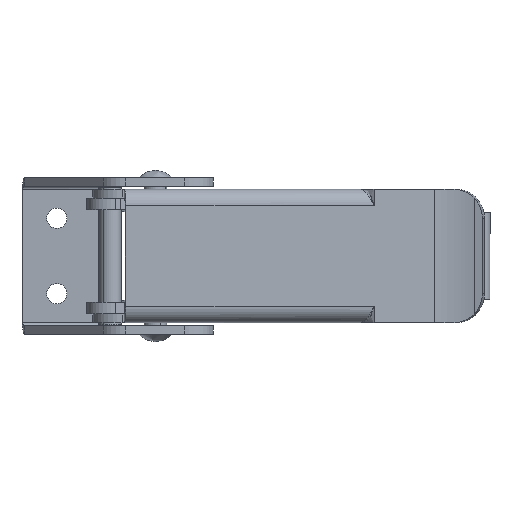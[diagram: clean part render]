
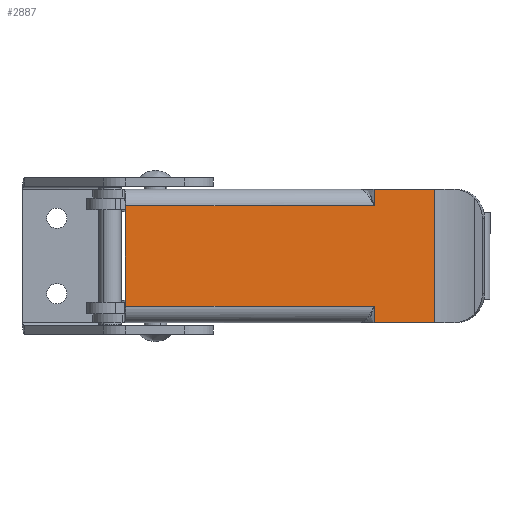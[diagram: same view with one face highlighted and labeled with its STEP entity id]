
A CAD part, front view. The second image highlights one B-rep face of the part: STEP entity #2887.
In plain terms, the highlighted face is planar.
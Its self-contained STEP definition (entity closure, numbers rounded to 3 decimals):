
#153 = ORIENTED_EDGE ( 'NONE', *, *, #658, .F. ) ;
#441 = CARTESIAN_POINT ( 'NONE',  ( -12., -1.5, 8.7 ) ) ;
#520 = VERTEX_POINT ( 'NONE', #5437 ) ;
#558 = CARTESIAN_POINT ( 'NONE',  ( 0., -1.5, 0. ) ) ;
#658 = EDGE_CURVE ( 'NONE', #4846, #5942, #6000, .T. ) ;
#667 = ORIENTED_EDGE ( 'NONE', *, *, #5436, .T. ) ;
#842 = EDGE_CURVE ( 'NONE', #4210, #6739, #4157, .T. ) ;
#864 = CARTESIAN_POINT ( 'NONE',  ( -12., -1.5, 11.5 ) ) ;
#970 = CARTESIAN_POINT ( 'NONE',  ( -12., -1.5, -11.5 ) ) ;
#1080 = DIRECTION ( 'NONE',  ( 0., 0., 1. ) ) ;
#1306 = DIRECTION ( 'NONE',  ( 1., 0., 0. ) ) ;
#1439 = VECTOR ( 'NONE', #5641, 1000. ) ;
#1488 = DIRECTION ( 'NONE',  ( -1., 0., 0. ) ) ;
#1507 = ORIENTED_EDGE ( 'NONE', *, *, #842, .T. ) ;
#1658 = CARTESIAN_POINT ( 'NONE',  ( -12., -1.5, -8.7 ) ) ;
#1848 = LINE ( 'NONE', #4482, #4478 ) ;
#1870 = VERTEX_POINT ( 'NONE', #3922 ) ;
#1874 = DIRECTION ( 'NONE',  ( 0., 0., -1. ) ) ;
#2522 = CARTESIAN_POINT ( 'NONE',  ( 31., -1.5, 8.7 ) ) ;
#2887 = ADVANCED_FACE ( 'NONE', ( #3165 ), #3131, .F. ) ;
#2915 = CARTESIAN_POINT ( 'NONE',  ( -22.423, -1.5, 0. ) ) ;
#3057 = ORIENTED_EDGE ( 'NONE', *, *, #5526, .T. ) ;
#3081 = DIRECTION ( 'NONE',  ( 1., 0., 0. ) ) ;
#3131 = PLANE ( 'NONE',  #5245 ) ;
#3165 = FACE_OUTER_BOUND ( 'NONE', #4578, .T. ) ;
#3201 = CARTESIAN_POINT ( 'NONE',  ( -12., -1.5, 11.5 ) ) ;
#3277 = VERTEX_POINT ( 'NONE', #1658 ) ;
#3561 = EDGE_CURVE ( 'NONE', #520, #4210, #3836, .T. ) ;
#3577 = CARTESIAN_POINT ( 'NONE',  ( -12., -1.5, -8.6 ) ) ;
#3836 = LINE ( 'NONE', #2522, #4026 ) ;
#3853 = EDGE_CURVE ( 'NONE', #520, #4670, #1848, .T. ) ;
#3922 = CARTESIAN_POINT ( 'NONE',  ( -22.423, -1.5, 11.5 ) ) ;
#3973 = VECTOR ( 'NONE', #4515, 1000. ) ;
#4026 = VECTOR ( 'NONE', #1488, 1000. ) ;
#4108 = LINE ( 'NONE', #2915, #1439 ) ;
#4157 = LINE ( 'NONE', #3201, #4793 ) ;
#4170 = LINE ( 'NONE', #5863, #4653 ) ;
#4210 = VERTEX_POINT ( 'NONE', #441 ) ;
#4430 = DIRECTION ( 'NONE',  ( -1., 0., 0. ) ) ;
#4478 = VECTOR ( 'NONE', #1874, 1000. ) ;
#4482 = CARTESIAN_POINT ( 'NONE',  ( 31., -1.5, 11.5 ) ) ;
#4515 = DIRECTION ( 'NONE',  ( 0., 0., 1. ) ) ;
#4578 = EDGE_LOOP ( 'NONE', ( #6410, #6810, #153, #667, #3057, #6748, #6535, #1507 ) ) ;
#4582 = LINE ( 'NONE', #3577, #3973 ) ;
#4653 = VECTOR ( 'NONE', #3081, 1000. ) ;
#4670 = VERTEX_POINT ( 'NONE', #6658 ) ;
#4793 = VECTOR ( 'NONE', #5824, 1000. ) ;
#4846 = VERTEX_POINT ( 'NONE', #970 ) ;
#4916 = CARTESIAN_POINT ( 'NONE',  ( 31., -1.5, 11.5 ) ) ;
#5228 = EDGE_CURVE ( 'NONE', #1870, #5942, #4108, .T. ) ;
#5245 = AXIS2_PLACEMENT_3D ( 'NONE', #558, #6844, #1080 ) ;
#5319 = CARTESIAN_POINT ( 'NONE',  ( -22.423, -1.5, -11.5 ) ) ;
#5436 = EDGE_CURVE ( 'NONE', #4846, #3277, #4582, .T. ) ;
#5437 = CARTESIAN_POINT ( 'NONE',  ( 31., -1.5, 8.7 ) ) ;
#5526 = EDGE_CURVE ( 'NONE', #3277, #4670, #4170, .T. ) ;
#5542 = VECTOR ( 'NONE', #1306, 1000. ) ;
#5641 = DIRECTION ( 'NONE',  ( 0., 0., -1. ) ) ;
#5740 = EDGE_CURVE ( 'NONE', #1870, #6739, #6512, .T. ) ;
#5824 = DIRECTION ( 'NONE',  ( 0., 0., 1. ) ) ;
#5863 = CARTESIAN_POINT ( 'NONE',  ( -12., -1.5, -8.7 ) ) ;
#5942 = VERTEX_POINT ( 'NONE', #5319 ) ;
#6000 = LINE ( 'NONE', #6448, #6235 ) ;
#6235 = VECTOR ( 'NONE', #4430, 1000. ) ;
#6410 = ORIENTED_EDGE ( 'NONE', *, *, #5740, .F. ) ;
#6448 = CARTESIAN_POINT ( 'NONE',  ( 31., -1.5, -11.5 ) ) ;
#6512 = LINE ( 'NONE', #4916, #5542 ) ;
#6535 = ORIENTED_EDGE ( 'NONE', *, *, #3561, .T. ) ;
#6658 = CARTESIAN_POINT ( 'NONE',  ( 31., -1.5, -8.7 ) ) ;
#6739 = VERTEX_POINT ( 'NONE', #864 ) ;
#6748 = ORIENTED_EDGE ( 'NONE', *, *, #3853, .F. ) ;
#6810 = ORIENTED_EDGE ( 'NONE', *, *, #5228, .T. ) ;
#6844 = DIRECTION ( 'NONE',  ( 0., 1., 0. ) ) ;
